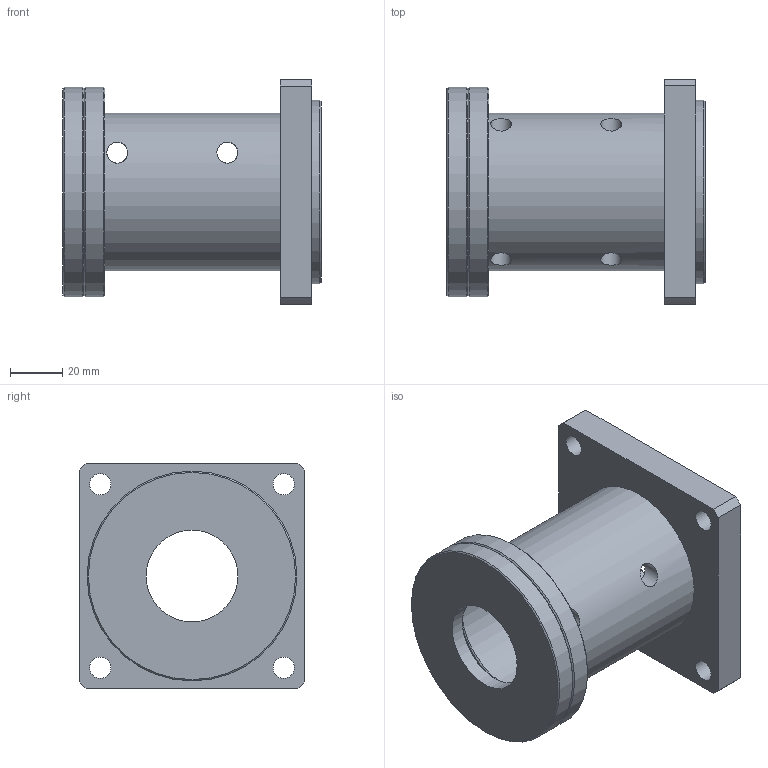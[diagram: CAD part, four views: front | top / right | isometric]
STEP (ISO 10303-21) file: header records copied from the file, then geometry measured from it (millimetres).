
FILE_DESCRIPTION(/* description */ (''),/* implementation_level */ '2;1');
FILE_NAME(/* name */ 'VK MTJ110 50 GESM1924.stp',/* time_stamp */ '2015-08-21T13:49:54+01:00',/* author */ ('Hypex'),/* organization */ ('Hypex'),/* preprocessor_version */ 'ST-DEVELOPER v15.2',/* originating_system */ 'Autodesk Inventor 2014',/* authorisation */ '');
FILE_SCHEMA (('AUTOMOTIVE_DESIGN { 1 0 10303 214 3 1 1 }'));
Length unit declared in the file: millimetre
Products named in the file (1): VK MTJ110 50 GESM1924
Bounding box: 98.5 x 86 x 86 mm (x, y, z)
Volume: 193674.9 mm3; surface area: 55936.9 mm2
Topology: 1 solids, 2 shells, 53 faces, 120 edges, 80 vertices
Faces by surface type: cylinder 25, plane 17, cone 11
Full cylindrical faces by diameter (mm): 3.242 x4, 8 x4, 8.2 x4, 35 x1, 48 x2, 55 x2, 60 x1, 70 x1, 80 x2
Entity records: 1621 total; most frequent: CARTESIAN_POINT 478, DIRECTION 228, ORIENTED_EDGE 152, EDGE_LOOP 114, AXIS2_PLACEMENT_3D 106, EDGE_CURVE 76, FACE_BOUND 68, VERTEX_POINT 68
